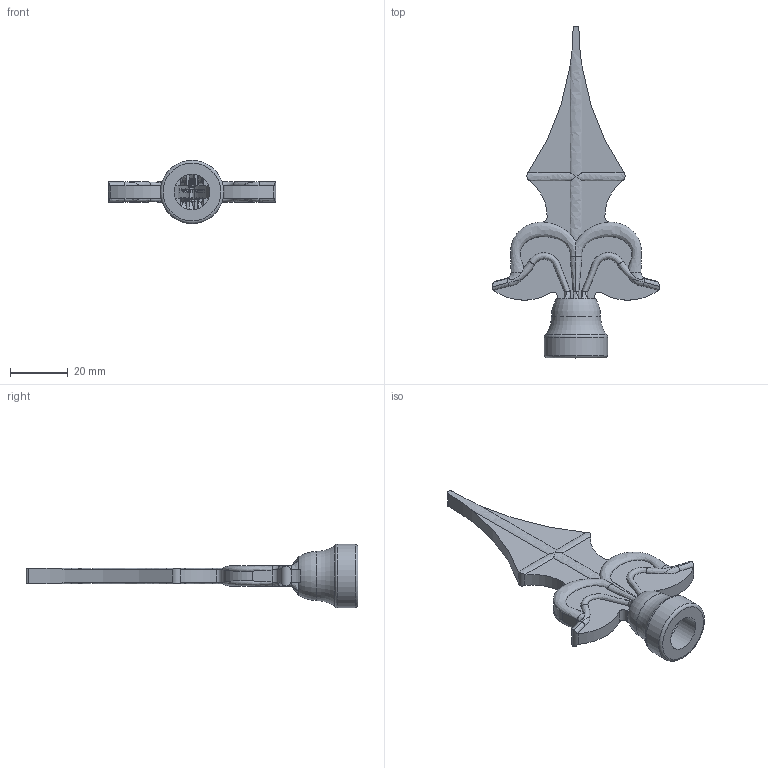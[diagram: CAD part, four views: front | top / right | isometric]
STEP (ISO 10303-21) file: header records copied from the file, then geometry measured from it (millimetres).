
FILE_DESCRIPTION (( 'STEP AP203' ), '1' );
FILE_NAME ('124-1-ML.STEP', '2023-11-16T09:17:18', ( '' ), ( '' ), 'SwSTEP 2.0', 'SolidWorks 2018', '' );
FILE_SCHEMA (( 'CONFIG_CONTROL_DESIGN' ));
Length unit declared in the file: millimetre
Products named in the file (1): 124-1-ML
Bounding box: 58 x 115 x 22 mm (x, y, z)
Volume: 16018.8 mm3; surface area: 8147.8 mm2
Topology: 1 solids, 18 shells, 379 faces, 968 edges, 626 vertices
Faces by surface type: plane 167, bspline 148, cone 39, cylinder 21, torus 4
Full cylindrical faces by diameter (mm): 12.3 x1, 22 x1
Entity records: 20371 total; most frequent: CARTESIAN_POINT 12887, ORIENTED_EDGE 1914, EDGE_CURVE 957, DIRECTION 880, VERTEX_POINT 625, B_SPLINE_CURVE_WITH_KNOTS 532, EDGE_LOOP 390, FACE_OUTER_BOUND 368
